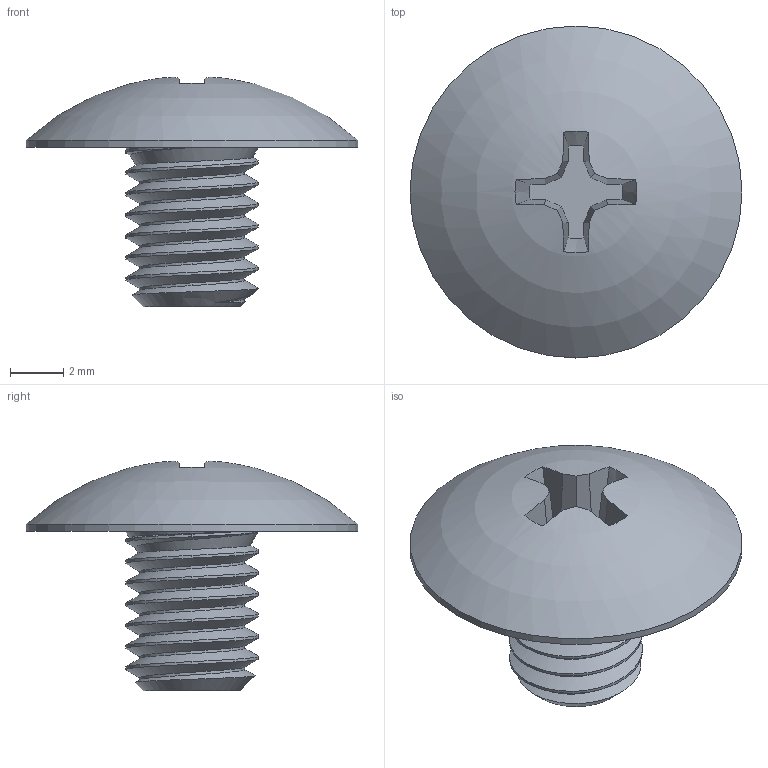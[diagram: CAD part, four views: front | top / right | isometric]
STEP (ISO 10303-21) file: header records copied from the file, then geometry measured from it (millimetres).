
FILE_DESCRIPTION(/* description */ (''),/* implementation_level */ '2;1');
FILE_NAME(/* name */ 'MH108-47B.stp',/* time_stamp */ '2026-01-15T11:57:38-05:00',/* author */ ('cthayer'),/* organization */ ('CONNECTION TECHNOLOGY CENTER'),/* preprocessor_version */ 'ST-DEVELOPER v20',/* originating_system */ 'Autodesk Inventor 2025',/* authorisation */ '');
FILE_SCHEMA (('AUTOMOTIVE_DESIGN { 1 0 10303 214 3 1 1 }'));
Length unit declared in the file: inch
Products named in the file (1): MH108-47B
Bounding box: 12.5 x 12.5 x 8.65 mm (x, y, z)
Volume: 270.3 mm3; surface area: 434.6 mm2
Topology: 1 solids, 1 shells, 45 faces, 123 edges, 81 vertices
Faces by surface type: plane 19, cylinder 16, cone 7, bspline 2, sphere 1
Full cylindrical faces by diameter (mm): 3.961 x5, 5 x6, 12.5 x1
Entity records: 2495 total; most frequent: CARTESIAN_POINT 1376, ORIENTED_EDGE 246, DIRECTION 202, EDGE_CURVE 123, VERTEX_POINT 81, AXIS2_PLACEMENT_3D 79, EDGE_LOOP 46, FACE_OUTER_BOUND 45
